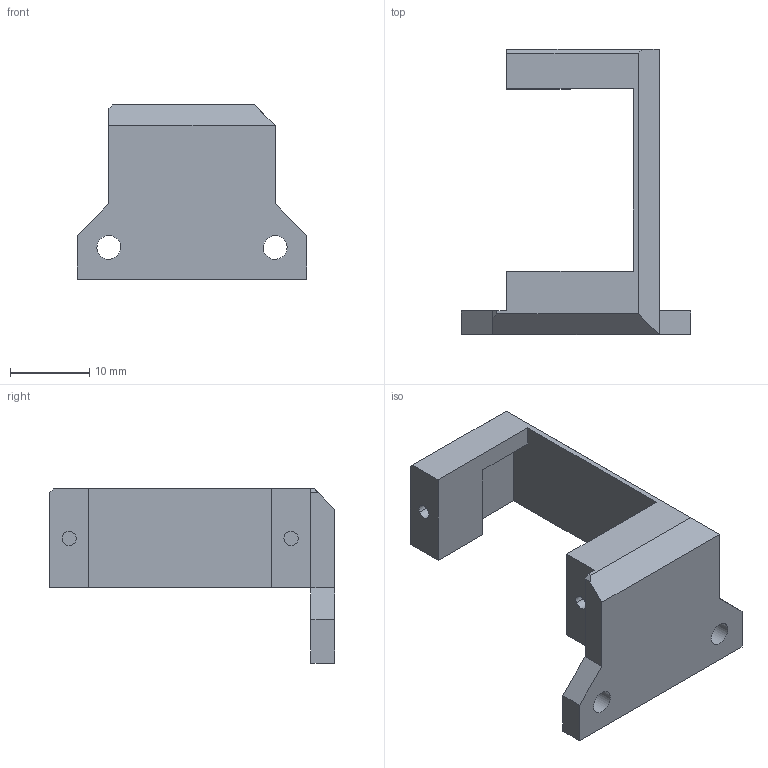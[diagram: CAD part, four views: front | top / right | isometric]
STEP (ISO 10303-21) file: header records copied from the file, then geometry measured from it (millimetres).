
FILE_DESCRIPTION(('CATIA V5 STEP Exchange'),'2;1');
FILE_NAME('get_up_servo_bracket_b.step.stp','2020-01-25T09:29:27+00:00',('none'),('none'),'CATIA Version 5 Release 20 GA (IN-10)','CATIA V5 STEP AP203','none');
FILE_SCHEMA(('CONFIG_CONTROL_DESIGN'));
Length unit declared in the file: millimetre
Products named in the file (1): get_up_servo_bracket_a
Bounding box: 29 x 36 x 22 mm (x, y, z)
Volume: 4444.7 mm3; surface area: 3139.7 mm2
Topology: 1 solids, 1 shells, 34 faces, 88 edges, 58 vertices
Faces by surface type: plane 26, cylinder 8
Entity records: 1037 total; most frequent: CARTESIAN_POINT 179, ORIENTED_EDGE 176, DIRECTION 143, EDGE_CURVE 88, VECTOR 69, LINE 69, VERTEX_POINT 58, AXIS2_PLACEMENT_3D 46
